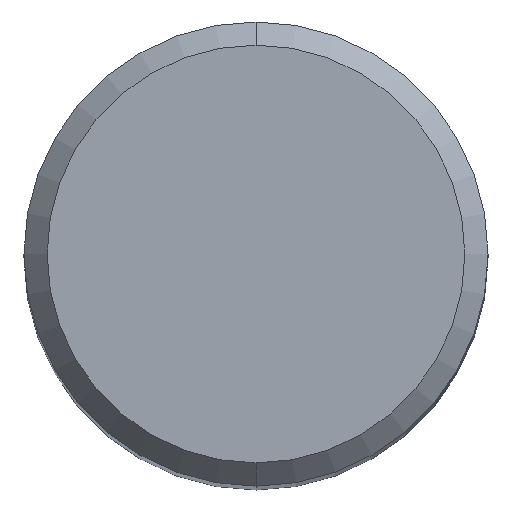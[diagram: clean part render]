
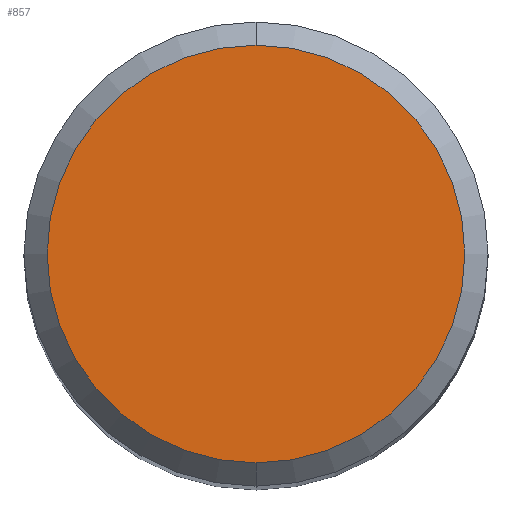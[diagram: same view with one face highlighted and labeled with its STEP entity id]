
A CAD part, top view. The second image highlights one B-rep face of the part: STEP entity #857.
In plain terms, the highlighted planar face has unit normal (0, 0, 1).
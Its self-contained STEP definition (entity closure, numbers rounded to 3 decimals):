
#607=EDGE_CURVE('',#813,#861,#1323,.T.);
#813=VERTEX_POINT('',#1548);
#853=EDGE_CURVE('',#861,#813,#1589,.T.);
#857=ADVANCED_FACE('',(#1593),#1594,.T.);
#861=VERTEX_POINT('',#1598);
#1323=CIRCLE('',#2974,4.5);
#1548=CARTESIAN_POINT('',(0.,-4.5,0.0));
#1589=CIRCLE('',#4368,4.5);
#1593=FACE_OUTER_BOUND('',#4373,.T.);
#1594=PLANE('',#4374);
#1598=CARTESIAN_POINT('',(0.0,4.5,0.0));
#2974=AXIS2_PLACEMENT_3D('',#5445,#5446,#5447);
#4368=AXIS2_PLACEMENT_3D('',#5700,#5701,#5702);
#4373=EDGE_LOOP('',(#5707,#5708));
#4374=AXIS2_PLACEMENT_3D('',#5709,#5710,#5711);
#5445=CARTESIAN_POINT('',(0.0,0.0,0.0));
#5446=DIRECTION('',(0.0,0.0,-1.0));
#5447=DIRECTION('',(0.0,1.0,0.0));
#5700=CARTESIAN_POINT('',(0.0,0.0,0.0));
#5701=DIRECTION('',(0.0,0.0,-1.0));
#5702=DIRECTION('',(0.0,1.0,0.0));
#5707=ORIENTED_EDGE('',*,*,#853,.F.);
#5708=ORIENTED_EDGE('',*,*,#607,.F.);
#5709=CARTESIAN_POINT('',(0.0,2.25,0.0));
#5710=DIRECTION('',(-0.0,0.0,1.0));
#5711=DIRECTION('',(0.0,-1.0,0.0));
